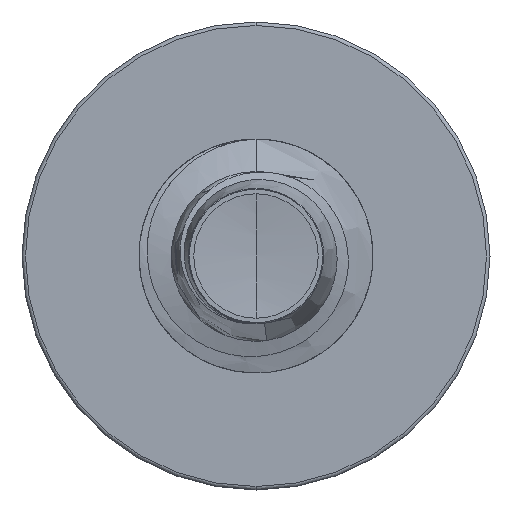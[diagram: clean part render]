
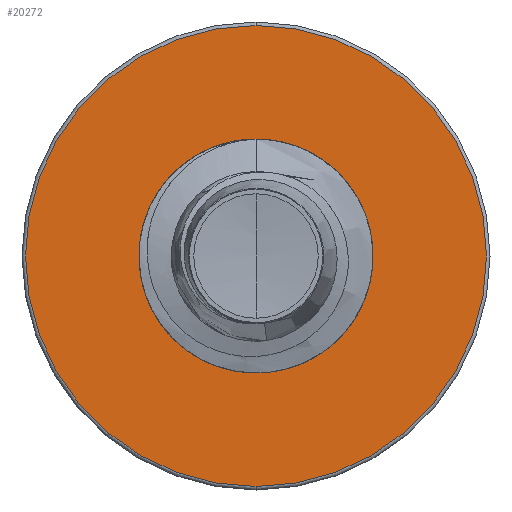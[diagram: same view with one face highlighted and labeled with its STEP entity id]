
A CAD part, front view. The second image highlights one B-rep face of the part: STEP entity #20272.
In plain terms, the highlighted planar face has unit normal (0, -1, 0).
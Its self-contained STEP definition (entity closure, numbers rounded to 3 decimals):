
#1755 = DIRECTION ( 'NONE',  ( 0., 0., 1. ) ) ;
#1760 = DIRECTION ( 'NONE',  ( 0., 1., 0. ) ) ;
#2023 = EDGE_CURVE ( 'NONE', #17517, #6124, #10496, .T. ) ;
#2507 = EDGE_CURVE ( 'NONE', #6124, #17517, #8697, .T. ) ;
#3276 = CARTESIAN_POINT ( 'NONE',  ( 0., 8., 0. ) ) ;
#3448 = DIRECTION ( 'NONE',  ( 0., 1., 0. ) ) ;
#3468 = AXIS2_PLACEMENT_3D ( 'NONE', #16331, #16298, #16281 ) ;
#3949 = ORIENTED_EDGE ( 'NONE', *, *, #21573, .T. ) ;
#4406 = AXIS2_PLACEMENT_3D ( 'NONE', #3276, #1760, #1755 ) ;
#4674 = VERTEX_POINT ( 'NONE', #16928 ) ;
#5113 = ORIENTED_EDGE ( 'NONE', *, *, #6673, .T. ) ;
#5355 = EDGE_LOOP ( 'NONE', ( #3949, #5113 ) ) ;
#6124 = VERTEX_POINT ( 'NONE', #13117 ) ;
#6441 = ORIENTED_EDGE ( 'NONE', *, *, #2023, .F. ) ;
#6653 = CIRCLE ( 'NONE', #21501, 0.789 ) ;
#6673 = EDGE_CURVE ( 'NONE', #4674, #18268, #6653, .T. ) ;
#7261 = DIRECTION ( 'NONE',  ( 0., 0., 1. ) ) ;
#7266 = DIRECTION ( 'NONE',  ( 0., 1., 0. ) ) ;
#7292 = CARTESIAN_POINT ( 'NONE',  ( 0., 8., 0. ) ) ;
#7379 = DIRECTION ( 'NONE',  ( 0., 1., 0. ) ) ;
#8697 = CIRCLE ( 'NONE', #3468, 1.576 ) ;
#9935 = CARTESIAN_POINT ( 'NONE',  ( 0., 8., -1.576 ) ) ;
#10496 = CIRCLE ( 'NONE', #4406, 1.576 ) ;
#13117 = CARTESIAN_POINT ( 'NONE',  ( 0., 8., 1.576 ) ) ;
#13337 = FACE_OUTER_BOUND ( 'NONE', #22034, .T. ) ;
#13654 = CARTESIAN_POINT ( 'NONE',  ( 0., 8., 0.789 ) ) ;
#14618 = PLANE ( 'NONE',  #15782 ) ;
#15782 = AXIS2_PLACEMENT_3D ( 'NONE', #22819, #3448, #16355 ) ;
#16281 = DIRECTION ( 'NONE',  ( 0., 0., 1. ) ) ;
#16298 = DIRECTION ( 'NONE',  ( 0., 1., 0. ) ) ;
#16331 = CARTESIAN_POINT ( 'NONE',  ( 0., 8., 0. ) ) ;
#16355 = DIRECTION ( 'NONE',  ( 0., 0., 1. ) ) ;
#16928 = CARTESIAN_POINT ( 'NONE',  ( 0., 8., -0.789 ) ) ;
#17436 = FACE_BOUND ( 'NONE', #5355, .T. ) ;
#17517 = VERTEX_POINT ( 'NONE', #9935 ) ;
#18066 = AXIS2_PLACEMENT_3D ( 'NONE', #18197, #7379, #19741 ) ;
#18197 = CARTESIAN_POINT ( 'NONE',  ( 0., 8., 0. ) ) ;
#18268 = VERTEX_POINT ( 'NONE', #13654 ) ;
#18686 = ORIENTED_EDGE ( 'NONE', *, *, #2507, .F. ) ;
#19741 = DIRECTION ( 'NONE',  ( 0., 0., 1. ) ) ;
#20272 = ADVANCED_FACE ( 'NONE', ( #13337, #17436 ), #14618, .F. ) ;
#21142 = CIRCLE ( 'NONE', #18066, 0.789 ) ;
#21501 = AXIS2_PLACEMENT_3D ( 'NONE', #7292, #7266, #7261 ) ;
#21573 = EDGE_CURVE ( 'NONE', #18268, #4674, #21142, .T. ) ;
#22034 = EDGE_LOOP ( 'NONE', ( #18686, #6441 ) ) ;
#22819 = CARTESIAN_POINT ( 'NONE',  ( 0., 8., -0.789 ) ) ;
